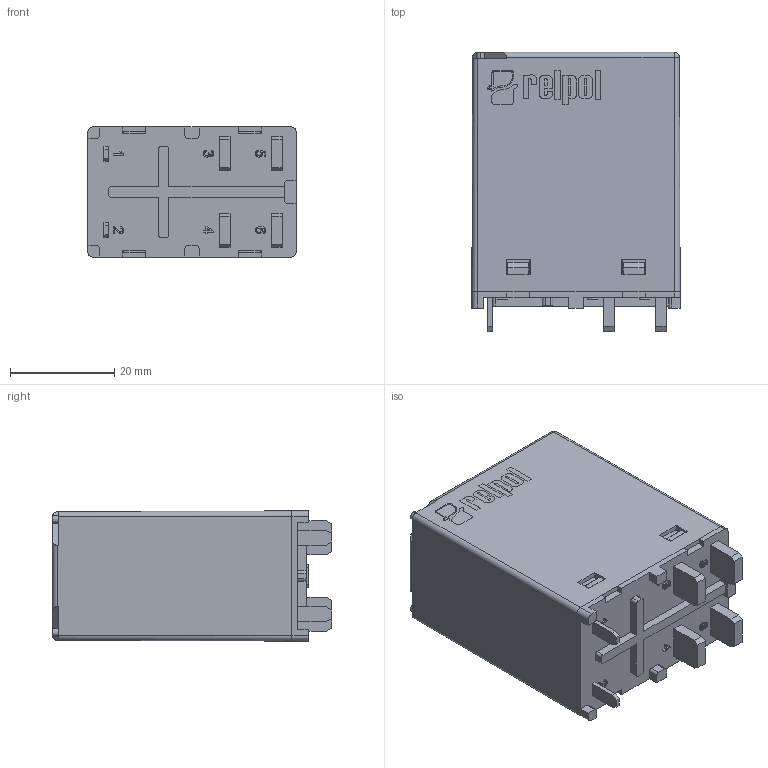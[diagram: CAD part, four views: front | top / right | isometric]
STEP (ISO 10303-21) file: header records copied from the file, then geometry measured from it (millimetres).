
FILE_DESCRIPTION (( 'STEP AP214' ), '1' );
FILE_NAME ('RS35-50.STEP', '2014-09-01T08:55:36', ( '' ), ( '' ), 'SwSTEP 2.0', 'SolidWorks 2012', '' );
FILE_SCHEMA (( 'AUTOMOTIVE_DESIGN' ));
Length unit declared in the file: millimetre
Products named in the file (1): RS35-50
Bounding box: 40 x 53.6 x 25 mm (x, y, z)
Volume: 7777.2 mm3; surface area: 16504.8 mm2
Topology: 1 solids, 1 shells, 560 faces, 1528 edges, 974 vertices
Faces by surface type: plane 339, cylinder 113, bspline 75, torus 17, sphere 12, cone 4
Entity records: 21945 total; most frequent: CARTESIAN_POINT 6609, ORIENTED_EDGE 3028, DIRECTION 2516, EDGE_CURVE 1514, LINE 1114, VECTOR 1114, VERTEX_POINT 974, AXIS2_PLACEMENT_3D 701
